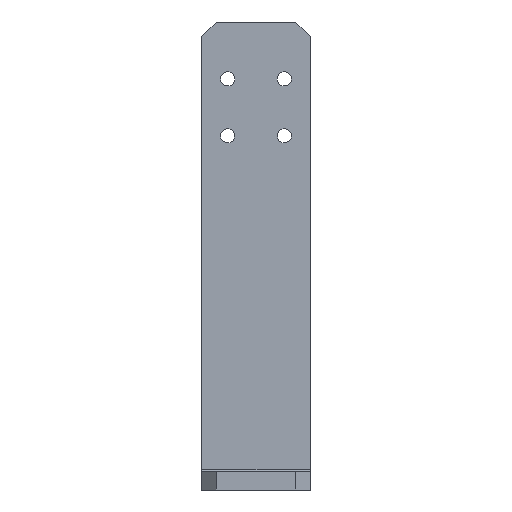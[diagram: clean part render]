
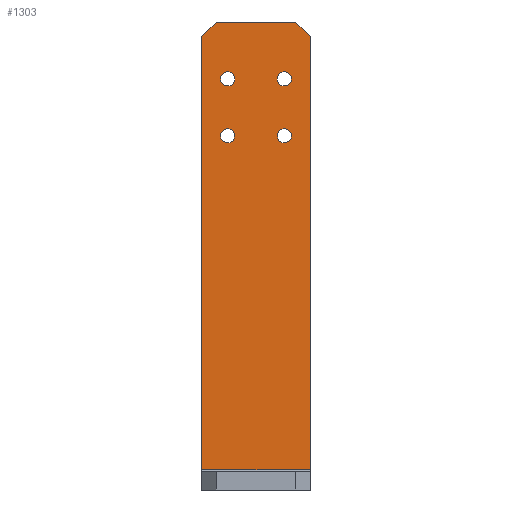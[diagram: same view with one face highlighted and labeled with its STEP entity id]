
A CAD part, left-side view. The second image highlights one B-rep face of the part: STEP entity #1303.
In plain terms, the highlighted planar face has unit normal (-1, 0, 0).
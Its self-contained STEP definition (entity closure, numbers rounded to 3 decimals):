
#15 = DIRECTION ( 'NONE',  ( 0., 0., -1. ) ) ;
#16 = ORIENTED_EDGE ( 'NONE', *, *, #1637, .F. ) ;
#48 = CARTESIAN_POINT ( 'NONE',  ( -1.749, -10., 120.751 ) ) ;
#51 = DIRECTION ( 'NONE',  ( 0., 0., 1. ) ) ;
#109 = DIRECTION ( 'NONE',  ( -1., 0., 0. ) ) ;
#118 = CARTESIAN_POINT ( 'NONE',  ( -1.749, 10., 140.751 ) ) ;
#147 = DIRECTION ( 'NONE',  ( 0., 0., 1. ) ) ;
#161 = DIRECTION ( 'NONE',  ( -1., 0., 0. ) ) ;
#163 = ORIENTED_EDGE ( 'NONE', *, *, #2107, .T. ) ;
#211 = VECTOR ( 'NONE', #1008, 1000. ) ;
#218 = ORIENTED_EDGE ( 'NONE', *, *, #701, .F. ) ;
#228 = VECTOR ( 'NONE', #328, 1000. ) ;
#232 = EDGE_CURVE ( 'NONE', #2476, #979, #265, .T. ) ;
#265 = LINE ( 'NONE', #793, #211 ) ;
#271 = ORIENTED_EDGE ( 'NONE', *, *, #1335, .F. ) ;
#309 = DIRECTION ( 'NONE',  ( -1., 0., 0. ) ) ;
#320 = CARTESIAN_POINT ( 'NONE',  ( -1.749, -87.025, 85.276 ) ) ;
#328 = DIRECTION ( 'NONE',  ( 0., 1., 0. ) ) ;
#353 = AXIS2_PLACEMENT_3D ( 'NONE', #2316, #1682, #51 ) ;
#355 = VERTEX_POINT ( 'NONE', #1636 ) ;
#358 = FACE_BOUND ( 'NONE', #1516, .T. ) ;
#361 = AXIS2_PLACEMENT_3D ( 'NONE', #2357, #309, #728 ) ;
#385 = CIRCLE ( 'NONE', #2650, 2.5 ) ;
#386 = CARTESIAN_POINT ( 'NONE',  ( -1.749, -19.05, 0.75 ) ) ;
#407 = AXIS2_PLACEMENT_3D ( 'NONE', #1899, #904, #2555 ) ;
#462 = VERTEX_POINT ( 'NONE', #2318 ) ;
#466 = DIRECTION ( 'NONE',  ( -1., 0., 0. ) ) ;
#483 = FACE_BOUND ( 'NONE', #729, .T. ) ;
#488 = ORIENTED_EDGE ( 'NONE', *, *, #1018, .F. ) ;
#579 = ORIENTED_EDGE ( 'NONE', *, *, #2262, .F. ) ;
#600 = CARTESIAN_POINT ( 'NONE',  ( -1.749, 10., 135.751 ) ) ;
#625 = CARTESIAN_POINT ( 'NONE',  ( -1.749, -10., 140.751 ) ) ;
#630 = CARTESIAN_POINT ( 'NONE',  ( -1.749, -10., 115.751 ) ) ;
#662 = VERTEX_POINT ( 'NONE', #600 ) ;
#663 = CARTESIAN_POINT ( 'NONE',  ( -1.749, 87.025, 85.276 ) ) ;
#665 = CARTESIAN_POINT ( 'NONE',  ( -1.749, 10., 138.251 ) ) ;
#669 = CARTESIAN_POINT ( 'NONE',  ( -1.749, -19.05, 158.251 ) ) ;
#682 = DIRECTION ( 'NONE',  ( -1., 0., 0. ) ) ;
#701 = EDGE_CURVE ( 'NONE', #2589, #662, #2648, .T. ) ;
#704 = CARTESIAN_POINT ( 'NONE',  ( -1.749, -10., 138.251 ) ) ;
#715 = CARTESIAN_POINT ( 'NONE',  ( -1.749, -14.05, 158.251 ) ) ;
#718 = FACE_BOUND ( 'NONE', #751, .T. ) ;
#727 = AXIS2_PLACEMENT_3D ( 'NONE', #2019, #995, #1597 ) ;
#728 = DIRECTION ( 'NONE',  ( 0., 0., 1. ) ) ;
#729 = EDGE_LOOP ( 'NONE', ( #2263, #488 ) ) ;
#751 = EDGE_LOOP ( 'NONE', ( #2432, #579 ) ) ;
#767 = CARTESIAN_POINT ( 'NONE',  ( -1.749, -10., 118.251 ) ) ;
#774 = CARTESIAN_POINT ( 'NONE',  ( -1.749, 10., 115.751 ) ) ;
#793 = CARTESIAN_POINT ( 'NONE',  ( -1.749, -19.05, 158.251 ) ) ;
#837 = EDGE_CURVE ( 'NONE', #462, #2523, #2320, .T. ) ;
#866 = CARTESIAN_POINT ( 'NONE',  ( -1.749, 19.05, 0.75 ) ) ;
#898 = AXIS2_PLACEMENT_3D ( 'NONE', #704, #109, #2126 ) ;
#904 = DIRECTION ( 'NONE',  ( -1., 0., 0. ) ) ;
#960 = CIRCLE ( 'NONE', #898, 2.5 ) ;
#962 = CIRCLE ( 'NONE', #361, 2.5 ) ;
#968 = VECTOR ( 'NONE', #1429, 1000. ) ;
#979 = VERTEX_POINT ( 'NONE', #2377 ) ;
#995 = DIRECTION ( 'NONE',  ( -1., 0., 0. ) ) ;
#1008 = DIRECTION ( 'NONE',  ( 0., 0., 1. ) ) ;
#1018 = EDGE_CURVE ( 'NONE', #1763, #1657, #2186, .T. ) ;
#1029 = DIRECTION ( 'NONE',  ( -1., 0., 0. ) ) ;
#1073 = ORIENTED_EDGE ( 'NONE', *, *, #2170, .T. ) ;
#1123 = CIRCLE ( 'NONE', #407, 2.5 ) ;
#1206 = EDGE_CURVE ( 'NONE', #355, #2622, #1123, .T. ) ;
#1228 = CARTESIAN_POINT ( 'NONE',  ( -1.749, 0., -1.749 ) ) ;
#1244 = ORIENTED_EDGE ( 'NONE', *, *, #1206, .F. ) ;
#1248 = PLANE ( 'NONE',  #1321 ) ;
#1258 = ORIENTED_EDGE ( 'NONE', *, *, #1795, .T. ) ;
#1303 = ADVANCED_FACE ( 'NONE', ( #2218, #718, #483, #2282, #358 ), #1248, .T. ) ;
#1310 = EDGE_CURVE ( 'NONE', #2476, #1377, #2045, .T. ) ;
#1321 = AXIS2_PLACEMENT_3D ( 'NONE', #1228, #1029, #1409 ) ;
#1335 = EDGE_CURVE ( 'NONE', #2622, #355, #1750, .T. ) ;
#1377 = VERTEX_POINT ( 'NONE', #866 ) ;
#1409 = DIRECTION ( 'NONE',  ( 0., 0., 1. ) ) ;
#1429 = DIRECTION ( 'NONE',  ( 0., 1., 0. ) ) ;
#1434 = ORIENTED_EDGE ( 'NONE', *, *, #1310, .F. ) ;
#1445 = ORIENTED_EDGE ( 'NONE', *, *, #837, .T. ) ;
#1516 = EDGE_LOOP ( 'NONE', ( #218, #16 ) ) ;
#1561 = AXIS2_PLACEMENT_3D ( 'NONE', #767, #161, #147 ) ;
#1587 = CIRCLE ( 'NONE', #727, 2.5 ) ;
#1597 = DIRECTION ( 'NONE',  ( 0., 0., 1. ) ) ;
#1598 = VERTEX_POINT ( 'NONE', #625 ) ;
#1618 = CARTESIAN_POINT ( 'NONE',  ( -1.749, 0., 0.75 ) ) ;
#1636 = CARTESIAN_POINT ( 'NONE',  ( -1.749, 10., 120.751 ) ) ;
#1637 = EDGE_CURVE ( 'NONE', #662, #2589, #385, .T. ) ;
#1657 = VERTEX_POINT ( 'NONE', #48 ) ;
#1674 = DIRECTION ( 'NONE',  ( 0., 0.707, -0.707 ) ) ;
#1678 = CARTESIAN_POINT ( 'NONE',  ( -1.749, 19.05, 158.251 ) ) ;
#1682 = DIRECTION ( 'NONE',  ( -1., 0., 0. ) ) ;
#1711 = LINE ( 'NONE', #1678, #2342 ) ;
#1745 = LINE ( 'NONE', #669, #228 ) ;
#1750 = CIRCLE ( 'NONE', #2582, 2.5 ) ;
#1763 = VERTEX_POINT ( 'NONE', #630 ) ;
#1775 = LINE ( 'NONE', #320, #2144 ) ;
#1795 = EDGE_CURVE ( 'NONE', #2294, #462, #1745, .T. ) ;
#1899 = CARTESIAN_POINT ( 'NONE',  ( -1.749, 10., 118.251 ) ) ;
#1904 = DIRECTION ( 'NONE',  ( 0., 0., 1. ) ) ;
#1905 = EDGE_CURVE ( 'NONE', #1598, #2638, #1587, .T. ) ;
#1953 = DIRECTION ( 'NONE',  ( 0., 0.707, 0.707 ) ) ;
#2019 = CARTESIAN_POINT ( 'NONE',  ( -1.749, -10., 138.251 ) ) ;
#2045 = LINE ( 'NONE', #1618, #968 ) ;
#2054 = EDGE_LOOP ( 'NONE', ( #1244, #271 ) ) ;
#2058 = CARTESIAN_POINT ( 'NONE',  ( -1.749, -10., 135.751 ) ) ;
#2102 = CARTESIAN_POINT ( 'NONE',  ( -1.749, 10., 118.251 ) ) ;
#2105 = EDGE_CURVE ( 'NONE', #1657, #1763, #962, .T. ) ;
#2107 = EDGE_CURVE ( 'NONE', #979, #2294, #1775, .T. ) ;
#2126 = DIRECTION ( 'NONE',  ( 0., 0., 1. ) ) ;
#2144 = VECTOR ( 'NONE', #1953, 1000. ) ;
#2170 = EDGE_CURVE ( 'NONE', #2523, #1377, #1711, .T. ) ;
#2186 = CIRCLE ( 'NONE', #1561, 2.5 ) ;
#2218 = FACE_OUTER_BOUND ( 'NONE', #2467, .T. ) ;
#2255 = CARTESIAN_POINT ( 'NONE',  ( -1.749, 19.05, 153.251 ) ) ;
#2262 = EDGE_CURVE ( 'NONE', #2638, #1598, #960, .T. ) ;
#2263 = ORIENTED_EDGE ( 'NONE', *, *, #2105, .F. ) ;
#2282 = FACE_BOUND ( 'NONE', #2054, .T. ) ;
#2294 = VERTEX_POINT ( 'NONE', #715 ) ;
#2295 = DIRECTION ( 'NONE',  ( 0., 0., 1. ) ) ;
#2316 = CARTESIAN_POINT ( 'NONE',  ( -1.749, 10., 138.251 ) ) ;
#2318 = CARTESIAN_POINT ( 'NONE',  ( -1.749, 14.05, 158.251 ) ) ;
#2320 = LINE ( 'NONE', #663, #2645 ) ;
#2341 = ORIENTED_EDGE ( 'NONE', *, *, #232, .T. ) ;
#2342 = VECTOR ( 'NONE', #15, 1000. ) ;
#2357 = CARTESIAN_POINT ( 'NONE',  ( -1.749, -10., 118.251 ) ) ;
#2377 = CARTESIAN_POINT ( 'NONE',  ( -1.749, -19.05, 153.251 ) ) ;
#2432 = ORIENTED_EDGE ( 'NONE', *, *, #1905, .F. ) ;
#2467 = EDGE_LOOP ( 'NONE', ( #1434, #2341, #163, #1258, #1445, #1073 ) ) ;
#2476 = VERTEX_POINT ( 'NONE', #386 ) ;
#2523 = VERTEX_POINT ( 'NONE', #2255 ) ;
#2555 = DIRECTION ( 'NONE',  ( 0., 0., 1. ) ) ;
#2582 = AXIS2_PLACEMENT_3D ( 'NONE', #2102, #466, #2295 ) ;
#2589 = VERTEX_POINT ( 'NONE', #118 ) ;
#2622 = VERTEX_POINT ( 'NONE', #774 ) ;
#2638 = VERTEX_POINT ( 'NONE', #2058 ) ;
#2645 = VECTOR ( 'NONE', #1674, 1000. ) ;
#2648 = CIRCLE ( 'NONE', #353, 2.5 ) ;
#2650 = AXIS2_PLACEMENT_3D ( 'NONE', #665, #682, #1904 ) ;
